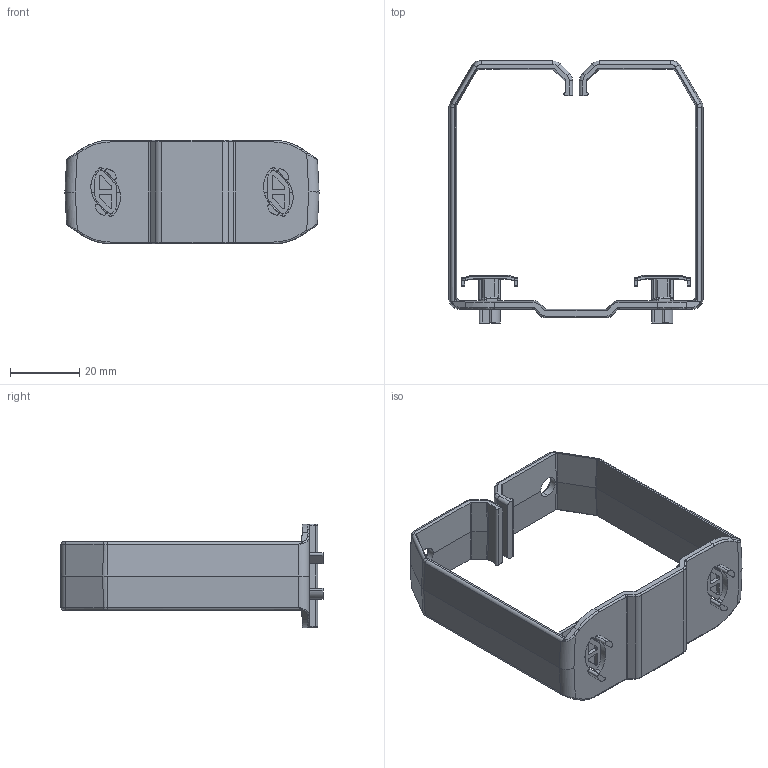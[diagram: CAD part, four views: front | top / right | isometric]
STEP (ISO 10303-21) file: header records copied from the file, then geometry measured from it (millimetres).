
FILE_DESCRIPTION (( 'STEP AP203' ), '1' );
FILE_NAME ('CL-3030.step', '2020-08-27T16:23:35', ( '' ), ( '' ), 'SwSTEP 2.0', 'SolidWorks 2019', '' );
FILE_SCHEMA (( 'CONFIG_CONTROL_DESIGN' ));
Length unit declared in the file: inch
Products named in the file (1): CL-3030
Bounding box: 73.6 x 75.9 x 30 mm (x, y, z)
Volume: 13196.1 mm3; surface area: 15090.5 mm2
Topology: 1 solids, 1 shells, 1003 faces, 2723 edges, 1746 vertices
Faces by surface type: plane 681, cylinder 255, bspline 67
Entity records: 36042 total; most frequent: CARTESIAN_POINT 12447, ORIENTED_EDGE 5446, DIRECTION 3969, EDGE_CURVE 2723, VECTOR 1937, LINE 1937, VERTEX_POINT 1746, EDGE_LOOP 1047
